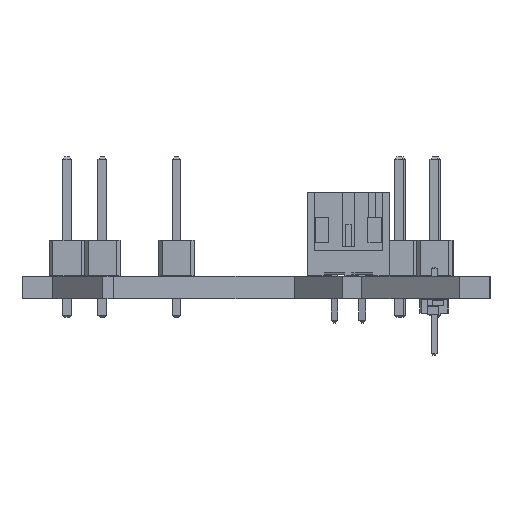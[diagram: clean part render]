
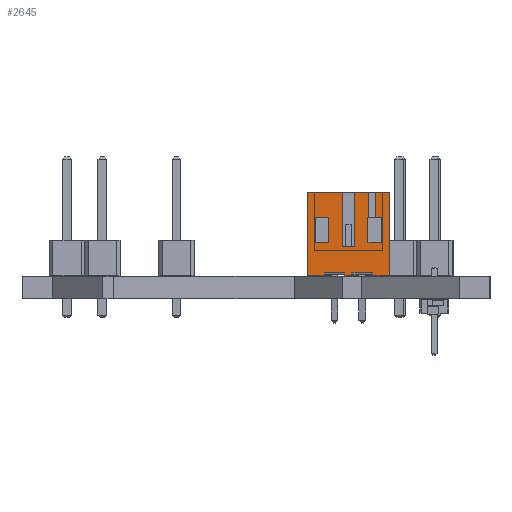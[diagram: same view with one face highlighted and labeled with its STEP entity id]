
A CAD part, left-side view. The second image highlights one B-rep face of the part: STEP entity #2645.
In plain terms, the highlighted face is planar.
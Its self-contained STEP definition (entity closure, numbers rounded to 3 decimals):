
#2420 = VERTEX_POINT('',#2421);
#2421 = CARTESIAN_POINT('',(3.95,1.7,0.));
#2427 = EDGE_CURVE('',#2420,#2428,#2430,.T.);
#2428 = VERTEX_POINT('',#2429);
#2429 = CARTESIAN_POINT('',(2.75,1.7,0.));
#2430 = LINE('',#2431,#2432);
#2431 = CARTESIAN_POINT('',(3.95,1.7,0.));
#2432 = VECTOR('',#2433,1.);
#2433 = DIRECTION('',(-1.,0.,0.));
#2500 = VERTEX_POINT('',#2501);
#2501 = CARTESIAN_POINT('',(3.95,1.7,6.));
#2507 = EDGE_CURVE('',#2420,#2500,#2508,.T.);
#2508 = LINE('',#2509,#2510);
#2509 = CARTESIAN_POINT('',(3.95,1.7,0.));
#2510 = VECTOR('',#2511,1.);
#2511 = DIRECTION('',(0.,0.,1.));
#2609 = EDGE_CURVE('',#2428,#2610,#2612,.T.);
#2610 = VERTEX_POINT('',#2611);
#2611 = CARTESIAN_POINT('',(2.75,1.7,0.2));
#2612 = LINE('',#2613,#2614);
#2613 = CARTESIAN_POINT('',(2.75,1.7,0.));
#2614 = VECTOR('',#2615,1.);
#2615 = DIRECTION('',(0.,0.,1.));
#2645 = ADVANCED_FACE('',(#2646,#2817),#2851,.F.);
#2646 = FACE_BOUND('',#2647,.F.);
#2647 = EDGE_LOOP('',(#2648,#2649,#2650,#2658,#2666,#2674,#2682,#2690,
    #2698,#2706,#2714,#2722,#2730,#2738,#2746,#2754,#2762,#2770,#2778,
    #2786,#2794,#2802,#2810,#2816));
#2648 = ORIENTED_EDGE('',*,*,#2427,.F.);
#2649 = ORIENTED_EDGE('',*,*,#2507,.T.);
#2650 = ORIENTED_EDGE('',*,*,#2651,.T.);
#2651 = EDGE_CURVE('',#2500,#2652,#2654,.T.);
#2652 = VERTEX_POINT('',#2653);
#2653 = CARTESIAN_POINT('',(1.45,1.7,6.));
#2654 = LINE('',#2655,#2656);
#2655 = CARTESIAN_POINT('',(3.95,1.7,6.));
#2656 = VECTOR('',#2657,1.);
#2657 = DIRECTION('',(-1.,0.,0.));
#2658 = ORIENTED_EDGE('',*,*,#2659,.T.);
#2659 = EDGE_CURVE('',#2652,#2660,#2662,.T.);
#2660 = VERTEX_POINT('',#2661);
#2661 = CARTESIAN_POINT('',(1.45,1.7,2.1));
#2662 = LINE('',#2663,#2664);
#2663 = CARTESIAN_POINT('',(1.45,1.7,6.));
#2664 = VECTOR('',#2665,1.);
#2665 = DIRECTION('',(-0.,0.,-1.));
#2666 = ORIENTED_EDGE('',*,*,#2667,.T.);
#2667 = EDGE_CURVE('',#2660,#2668,#2670,.T.);
#2668 = VERTEX_POINT('',#2669);
#2669 = CARTESIAN_POINT('',(0.55,1.7,2.1));
#2670 = LINE('',#2671,#2672);
#2671 = CARTESIAN_POINT('',(1.45,1.7,2.1));
#2672 = VECTOR('',#2673,1.);
#2673 = DIRECTION('',(-1.,0.,0.));
#2674 = ORIENTED_EDGE('',*,*,#2675,.T.);
#2675 = EDGE_CURVE('',#2668,#2676,#2678,.T.);
#2676 = VERTEX_POINT('',#2677);
#2677 = CARTESIAN_POINT('',(0.55,1.7,6.));
#2678 = LINE('',#2679,#2680);
#2679 = CARTESIAN_POINT('',(0.55,1.7,2.1));
#2680 = VECTOR('',#2681,1.);
#2681 = DIRECTION('',(0.,0.,1.));
#2682 = ORIENTED_EDGE('',*,*,#2683,.T.);
#2683 = EDGE_CURVE('',#2676,#2684,#2686,.T.);
#2684 = VERTEX_POINT('',#2685);
#2685 = CARTESIAN_POINT('',(-0.45,1.7,6.));
#2686 = LINE('',#2687,#2688);
#2687 = CARTESIAN_POINT('',(3.95,1.7,6.));
#2688 = VECTOR('',#2689,1.);
#2689 = DIRECTION('',(-1.,0.,0.));
#2690 = ORIENTED_EDGE('',*,*,#2691,.F.);
#2691 = EDGE_CURVE('',#2692,#2684,#2694,.T.);
#2692 = VERTEX_POINT('',#2693);
#2693 = CARTESIAN_POINT('',(-0.45,1.7,4.2));
#2694 = LINE('',#2695,#2696);
#2695 = CARTESIAN_POINT('',(-0.45,1.7,4.2));
#2696 = VECTOR('',#2697,1.);
#2697 = DIRECTION('',(0.,0.,1.));
#2698 = ORIENTED_EDGE('',*,*,#2699,.F.);
#2699 = EDGE_CURVE('',#2700,#2692,#2702,.T.);
#2700 = VERTEX_POINT('',#2701);
#2701 = CARTESIAN_POINT('',(-0.4,1.7,4.2));
#2702 = LINE('',#2703,#2704);
#2703 = CARTESIAN_POINT('',(-0.4,1.7,4.2));
#2704 = VECTOR('',#2705,1.);
#2705 = DIRECTION('',(-1.,0.,0.));
#2706 = ORIENTED_EDGE('',*,*,#2707,.F.);
#2707 = EDGE_CURVE('',#2708,#2700,#2710,.T.);
#2708 = VERTEX_POINT('',#2709);
#2709 = CARTESIAN_POINT('',(-0.4,1.7,2.4));
#2710 = LINE('',#2711,#2712);
#2711 = CARTESIAN_POINT('',(-0.4,1.7,2.4));
#2712 = VECTOR('',#2713,1.);
#2713 = DIRECTION('',(0.,0.,1.));
#2714 = ORIENTED_EDGE('',*,*,#2715,.F.);
#2715 = EDGE_CURVE('',#2716,#2708,#2718,.T.);
#2716 = VERTEX_POINT('',#2717);
#2717 = CARTESIAN_POINT('',(-1.4,1.7,2.4));
#2718 = LINE('',#2719,#2720);
#2719 = CARTESIAN_POINT('',(-1.4,1.7,2.4));
#2720 = VECTOR('',#2721,1.);
#2721 = DIRECTION('',(1.,0.,0.));
#2722 = ORIENTED_EDGE('',*,*,#2723,.F.);
#2723 = EDGE_CURVE('',#2724,#2716,#2726,.T.);
#2724 = VERTEX_POINT('',#2725);
#2725 = CARTESIAN_POINT('',(-1.4,1.7,4.2));
#2726 = LINE('',#2727,#2728);
#2727 = CARTESIAN_POINT('',(-1.4,1.7,4.2));
#2728 = VECTOR('',#2729,1.);
#2729 = DIRECTION('',(-0.,0.,-1.));
#2730 = ORIENTED_EDGE('',*,*,#2731,.F.);
#2731 = EDGE_CURVE('',#2732,#2724,#2734,.T.);
#2732 = VERTEX_POINT('',#2733);
#2733 = CARTESIAN_POINT('',(-0.95,1.7,4.2));
#2734 = LINE('',#2735,#2736);
#2735 = CARTESIAN_POINT('',(-0.4,1.7,4.2));
#2736 = VECTOR('',#2737,1.);
#2737 = DIRECTION('',(-1.,0.,0.));
#2738 = ORIENTED_EDGE('',*,*,#2739,.T.);
#2739 = EDGE_CURVE('',#2732,#2740,#2742,.T.);
#2740 = VERTEX_POINT('',#2741);
#2741 = CARTESIAN_POINT('',(-0.95,1.7,6.));
#2742 = LINE('',#2743,#2744);
#2743 = CARTESIAN_POINT('',(-0.95,1.7,4.2));
#2744 = VECTOR('',#2745,1.);
#2745 = DIRECTION('',(0.,0.,1.));
#2746 = ORIENTED_EDGE('',*,*,#2747,.T.);
#2747 = EDGE_CURVE('',#2740,#2748,#2750,.T.);
#2748 = VERTEX_POINT('',#2749);
#2749 = CARTESIAN_POINT('',(-1.95,1.7,6.));
#2750 = LINE('',#2751,#2752);
#2751 = CARTESIAN_POINT('',(3.95,1.7,6.));
#2752 = VECTOR('',#2753,1.);
#2753 = DIRECTION('',(-1.,0.,0.));
#2754 = ORIENTED_EDGE('',*,*,#2755,.F.);
#2755 = EDGE_CURVE('',#2756,#2748,#2758,.T.);
#2756 = VERTEX_POINT('',#2757);
#2757 = CARTESIAN_POINT('',(-1.95,1.7,0.));
#2758 = LINE('',#2759,#2760);
#2759 = CARTESIAN_POINT('',(-1.95,1.7,0.));
#2760 = VECTOR('',#2761,1.);
#2761 = DIRECTION('',(0.,0.,1.));
#2762 = ORIENTED_EDGE('',*,*,#2763,.F.);
#2763 = EDGE_CURVE('',#2764,#2756,#2766,.T.);
#2764 = VERTEX_POINT('',#2765);
#2765 = CARTESIAN_POINT('',(-0.75,1.7,0.));
#2766 = LINE('',#2767,#2768);
#2767 = CARTESIAN_POINT('',(3.95,1.7,0.));
#2768 = VECTOR('',#2769,1.);
#2769 = DIRECTION('',(-1.,0.,0.));
#2770 = ORIENTED_EDGE('',*,*,#2771,.T.);
#2771 = EDGE_CURVE('',#2764,#2772,#2774,.T.);
#2772 = VERTEX_POINT('',#2773);
#2773 = CARTESIAN_POINT('',(-0.75,1.7,0.2));
#2774 = LINE('',#2775,#2776);
#2775 = CARTESIAN_POINT('',(-0.75,1.7,0.));
#2776 = VECTOR('',#2777,1.);
#2777 = DIRECTION('',(0.,0.,1.));
#2778 = ORIENTED_EDGE('',*,*,#2779,.F.);
#2779 = EDGE_CURVE('',#2780,#2772,#2782,.T.);
#2780 = VERTEX_POINT('',#2781);
#2781 = CARTESIAN_POINT('',(0.75,1.7,0.2));
#2782 = LINE('',#2783,#2784);
#2783 = CARTESIAN_POINT('',(0.75,1.7,0.2));
#2784 = VECTOR('',#2785,1.);
#2785 = DIRECTION('',(-1.,0.,0.));
#2786 = ORIENTED_EDGE('',*,*,#2787,.F.);
#2787 = EDGE_CURVE('',#2788,#2780,#2790,.T.);
#2788 = VERTEX_POINT('',#2789);
#2789 = CARTESIAN_POINT('',(0.75,1.7,0.));
#2790 = LINE('',#2791,#2792);
#2791 = CARTESIAN_POINT('',(0.75,1.7,0.));
#2792 = VECTOR('',#2793,1.);
#2793 = DIRECTION('',(0.,0.,1.));
#2794 = ORIENTED_EDGE('',*,*,#2795,.F.);
#2795 = EDGE_CURVE('',#2796,#2788,#2798,.T.);
#2796 = VERTEX_POINT('',#2797);
#2797 = CARTESIAN_POINT('',(1.25,1.7,0.));
#2798 = LINE('',#2799,#2800);
#2799 = CARTESIAN_POINT('',(3.95,1.7,0.));
#2800 = VECTOR('',#2801,1.);
#2801 = DIRECTION('',(-1.,0.,0.));
#2802 = ORIENTED_EDGE('',*,*,#2803,.T.);
#2803 = EDGE_CURVE('',#2796,#2804,#2806,.T.);
#2804 = VERTEX_POINT('',#2805);
#2805 = CARTESIAN_POINT('',(1.25,1.7,0.2));
#2806 = LINE('',#2807,#2808);
#2807 = CARTESIAN_POINT('',(1.25,1.7,0.));
#2808 = VECTOR('',#2809,1.);
#2809 = DIRECTION('',(0.,0.,1.));
#2810 = ORIENTED_EDGE('',*,*,#2811,.F.);
#2811 = EDGE_CURVE('',#2610,#2804,#2812,.T.);
#2812 = LINE('',#2813,#2814);
#2813 = CARTESIAN_POINT('',(2.75,1.7,0.2));
#2814 = VECTOR('',#2815,1.);
#2815 = DIRECTION('',(-1.,0.,0.));
#2816 = ORIENTED_EDGE('',*,*,#2609,.F.);
#2817 = FACE_BOUND('',#2818,.F.);
#2818 = EDGE_LOOP('',(#2819,#2829,#2837,#2845));
#2819 = ORIENTED_EDGE('',*,*,#2820,.T.);
#2820 = EDGE_CURVE('',#2821,#2823,#2825,.T.);
#2821 = VERTEX_POINT('',#2822);
#2822 = CARTESIAN_POINT('',(2.4,1.7,4.2));
#2823 = VERTEX_POINT('',#2824);
#2824 = CARTESIAN_POINT('',(3.4,1.7,4.2));
#2825 = LINE('',#2826,#2827);
#2826 = CARTESIAN_POINT('',(2.4,1.7,4.2));
#2827 = VECTOR('',#2828,1.);
#2828 = DIRECTION('',(1.,0.,0.));
#2829 = ORIENTED_EDGE('',*,*,#2830,.T.);
#2830 = EDGE_CURVE('',#2823,#2831,#2833,.T.);
#2831 = VERTEX_POINT('',#2832);
#2832 = CARTESIAN_POINT('',(3.4,1.7,2.4));
#2833 = LINE('',#2834,#2835);
#2834 = CARTESIAN_POINT('',(3.4,1.7,4.2));
#2835 = VECTOR('',#2836,1.);
#2836 = DIRECTION('',(-0.,0.,-1.));
#2837 = ORIENTED_EDGE('',*,*,#2838,.T.);
#2838 = EDGE_CURVE('',#2831,#2839,#2841,.T.);
#2839 = VERTEX_POINT('',#2840);
#2840 = CARTESIAN_POINT('',(2.4,1.7,2.4));
#2841 = LINE('',#2842,#2843);
#2842 = CARTESIAN_POINT('',(3.4,1.7,2.4));
#2843 = VECTOR('',#2844,1.);
#2844 = DIRECTION('',(-1.,0.,0.));
#2845 = ORIENTED_EDGE('',*,*,#2846,.T.);
#2846 = EDGE_CURVE('',#2839,#2821,#2847,.T.);
#2847 = LINE('',#2848,#2849);
#2848 = CARTESIAN_POINT('',(2.4,1.7,2.4));
#2849 = VECTOR('',#2850,1.);
#2850 = DIRECTION('',(0.,0.,1.));
#2851 = PLANE('',#2852);
#2852 = AXIS2_PLACEMENT_3D('',#2853,#2854,#2855);
#2853 = CARTESIAN_POINT('',(3.95,1.7,0.));
#2854 = DIRECTION('',(0.,-1.,0.));
#2855 = DIRECTION('',(-1.,0.,0.));
